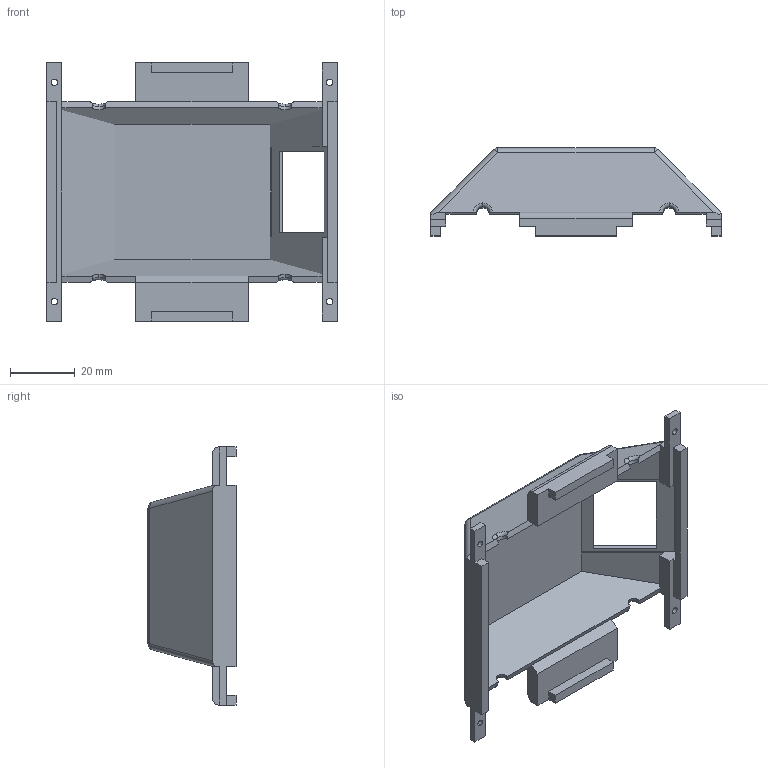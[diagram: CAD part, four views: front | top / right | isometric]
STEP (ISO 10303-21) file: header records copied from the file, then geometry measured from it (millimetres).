
FILE_DESCRIPTION (( 'STEP AP214' ), '1' );
FILE_NAME ('up-cup.STEP', '2025-10-01T10:55:07', ( '' ), ( '' ), 'SwSTEP 2.0', 'SolidWorks 2025', '' );
FILE_SCHEMA (( 'AUTOMOTIVE_DESIGN' ));
Length unit declared in the file: millimetre
Products named in the file (1): up-cup
Bounding box: 90 x 27.3 x 80 mm (x, y, z)
Volume: 21065.3 mm3; surface area: 20293.8 mm2
Topology: 3 solids, 3 shells, 115 faces, 312 edges, 202 vertices
Faces by surface type: plane 80, cylinder 25, torus 6, sphere 4
Entity records: 3649 total; most frequent: CARTESIAN_POINT 672, ORIENTED_EDGE 624, DIRECTION 592, EDGE_CURVE 312, VECTOR 236, LINE 236, VERTEX_POINT 202, AXIS2_PLACEMENT_3D 178
